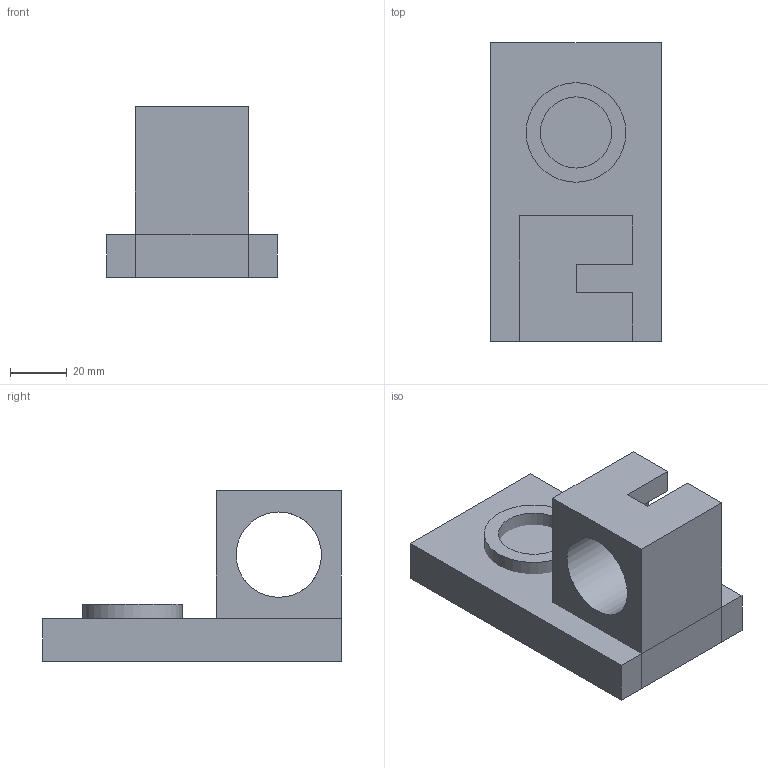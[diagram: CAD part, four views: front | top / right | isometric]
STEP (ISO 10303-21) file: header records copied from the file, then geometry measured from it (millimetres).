
FILE_DESCRIPTION(/* description */ (''),/* implementation_level */ '2;1');
FILE_NAME(/* name */ 'Exercise - 89.step',/* time_stamp */ '2025-12-10T23:04:52+05:30',/* author */ (''),/* organization */ (''),/* preprocessor_version */ 'ST-DEVELOPER v20.1',/* originating_system */ 'Autodesk Translation Framework v14.21.0.0',/* authorisation */ '');
FILE_SCHEMA (('AUTOMOTIVE_DESIGN { 1 0 10303 214 3 1 1 }'));
Length unit declared in the file: millimetre
Products named in the file (1): Exercise - 89
Bounding box: 60 x 105 x 60 mm (x, y, z)
Volume: 175137.4 mm3; surface area: 38679.4 mm2
Topology: 3 solids, 3 shells, 24 faces, 57 edges, 38 vertices
Faces by surface type: plane 21, cylinder 3
Full cylindrical faces by diameter (mm): 25 x1, 30 x1, 35 x1
Entity records: 730 total; most frequent: CARTESIAN_POINT 120, DIRECTION 117, ORIENTED_EDGE 114, EDGE_CURVE 57, LINE 47, VECTOR 47, VERTEX_POINT 38, AXIS2_PLACEMENT_3D 35
